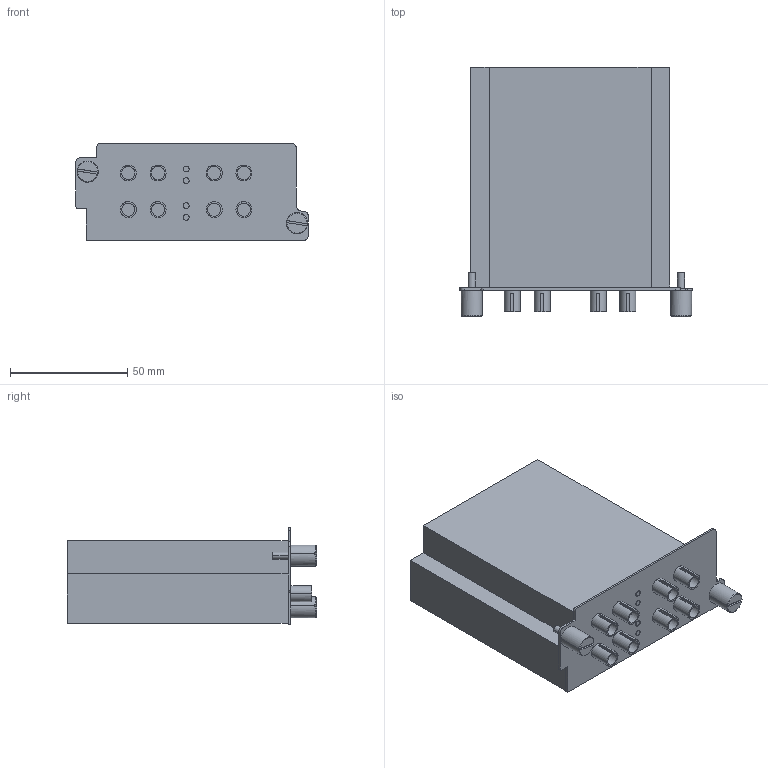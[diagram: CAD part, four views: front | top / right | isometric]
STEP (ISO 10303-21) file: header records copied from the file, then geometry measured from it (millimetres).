
FILE_DESCRIPTION(('CATIA V5 STEP Exchange','CAx-IF Rec.Pracs.--- Model Styling and Organization---1.4--- 2014-01-23'),'2;1');
FILE_NAME ('D1509383_0_2779180000_S3D_IE_SWM_SL04_4STS_4ST.stp','2021-11-09T14:24:35+00:00',('none'),('Weidmueller'),'CATIA Version 5-6 Release 2016 SP3 HF44','CATIA V5 STEP AP214','none');
FILE_SCHEMA(('AUTOMOTIVE_DESIGN { 1 0 10303 214 1 1 1 1 }'));
Length unit declared in the file: millimetre
Products named in the file (1): S3D_IE_SWM_SL04_4STS_4ST
Bounding box: 99 x 106.14 x 41.2 mm (x, y, z)
Volume: 264670.1 mm3; surface area: 42090.5 mm2
Topology: 8 solids, 8 shells, 467 faces, 1136 edges, 767 vertices
Faces by surface type: plane 364, cylinder 99, cone 4
Entity records: 12557 total; most frequent: CARTESIAN_POINT 2324, ORIENTED_EDGE 2272, DIRECTION 1406, EDGE_CURVE 1136, VECTOR 853, LINE 853, VERTEX_POINT 767, EDGE_LOOP 553
